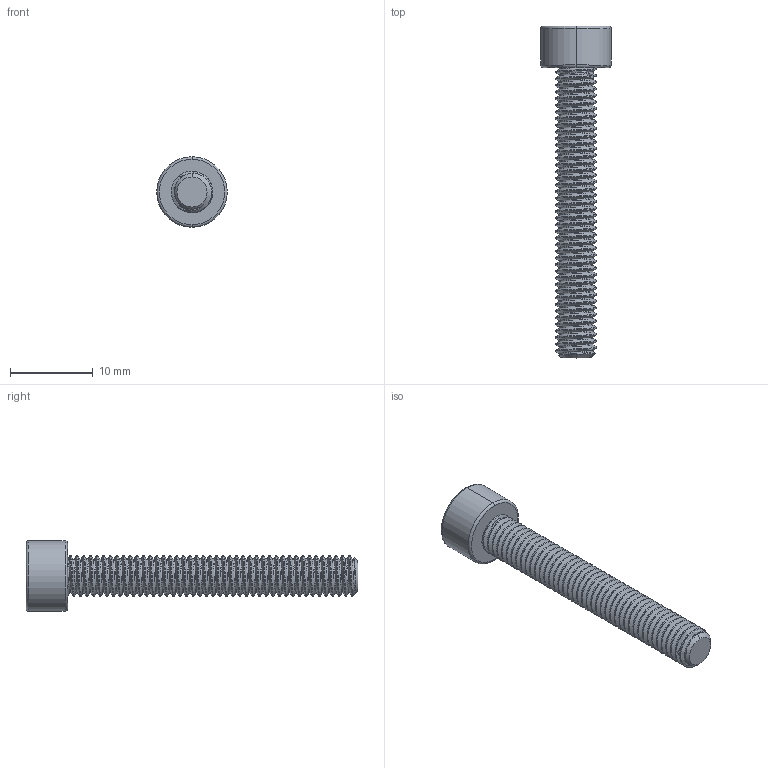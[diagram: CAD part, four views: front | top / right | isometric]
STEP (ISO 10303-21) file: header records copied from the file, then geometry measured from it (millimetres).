
FILE_DESCRIPTION (( 'STEP AP214' ), '1' );
FILE_NAME ('Screw_DIN_912_M5x35F_A2.STEP', '2024-07-16T05:43:20', ( '' ), ( '' ), 'SwSTEP 2.0', 'SolidWorks 2023', '' );
FILE_SCHEMA (( 'AUTOMOTIVE_DESIGN' ));
Length unit declared in the file: millimetre
Products named in the file (1): Screw_DIN_912_M5x35F_A2
Bounding box: 8.5 x 40 x 8.5 mm (x, y, z)
Volume: 805.2 mm3; surface area: 1077.2 mm2
Topology: 1 solids, 1 shells, 121 faces, 334 edges, 217 vertices
Faces by surface type: cylinder 89, plane 22, torus 4, cone 3, bspline 3
Entity records: 10567 total; most frequent: CARTESIAN_POINT 8006, ORIENTED_EDGE 668, DIRECTION 403, EDGE_CURVE 334, VERTEX_POINT 217, AXIS2_PLACEMENT_3D 135, LINE 133, VECTOR 133
